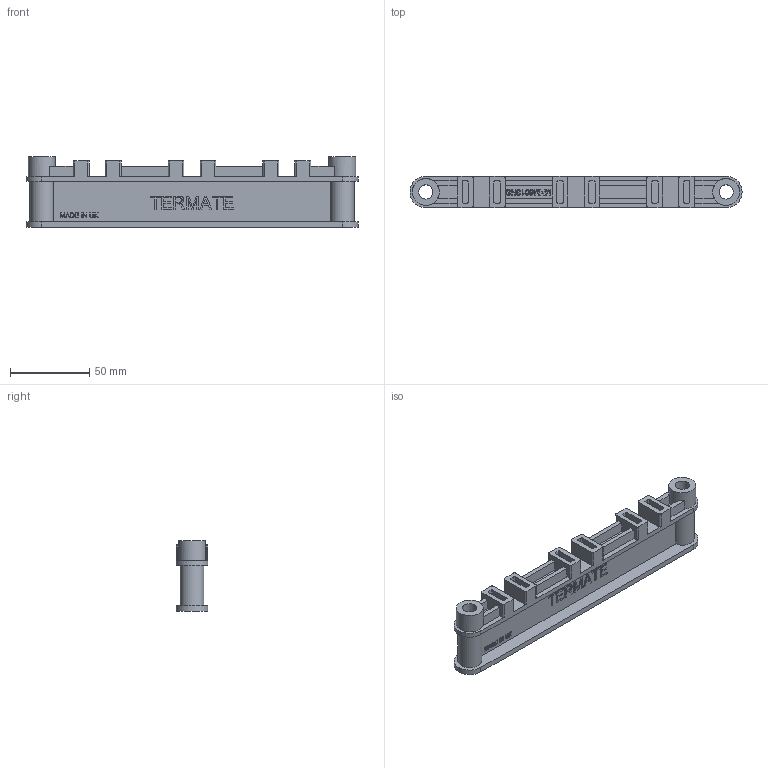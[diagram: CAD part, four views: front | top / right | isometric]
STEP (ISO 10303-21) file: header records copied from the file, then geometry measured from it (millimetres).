
FILE_DESCRIPTION(/* description */ (''),/* implementation_level */ '2;1');
FILE_NAME(/* name */ 'MXM6013NS.step',/* time_stamp */ '2023-07-26T15:50:06+01:00',/* author */ (''),/* organization */ (''),/* preprocessor_version */ 'ST-DEVELOPER v19.2',/* originating_system */ 'Autodesk Translation Framework v12.6.0.85',/* authorisation */ '');
FILE_SCHEMA (('AUTOMOTIVE_DESIGN { 1 0 10303 214 3 1 1 }'));
Length unit declared in the file: millimetre
Products named in the file (1): MXM6013NS
Bounding box: 210 x 20 x 44.7 mm (x, y, z)
Volume: 61393.9 mm3; surface area: 40222.6 mm2
Topology: 1 solids, 1 shells, 666 faces, 1851 edges, 1234 vertices
Faces by surface type: plane 418, bspline 190, cylinder 58
Full cylindrical faces by diameter (mm): 9 x2, 17 x2
Entity records: 22920 total; most frequent: CARTESIAN_POINT 6982, ORIENTED_EDGE 3702, DIRECTION 2549, EDGE_CURVE 1851, LINE 1347, VECTOR 1347, VERTEX_POINT 1234, EDGE_LOOP 717
